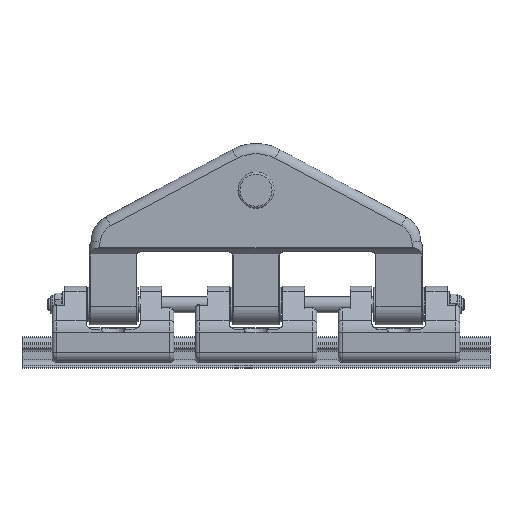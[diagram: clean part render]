
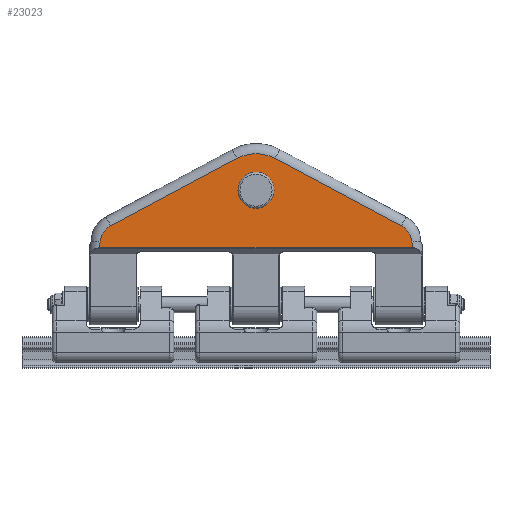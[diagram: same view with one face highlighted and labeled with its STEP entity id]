
A CAD part, left-side view. The second image highlights one B-rep face of the part: STEP entity #23023.
In plain terms, the highlighted planar face has unit normal (-1, 0, 0).
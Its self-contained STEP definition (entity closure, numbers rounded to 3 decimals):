
#289=FACE_BOUND('',#6372,.T.);
#716=LINE('',#43976,#2050);
#717=LINE('',#43985,#2051);
#718=LINE('',#43994,#2052);
#739=LINE('',#45479,#2073);
#740=LINE('',#45482,#2074);
#2050=VECTOR('',#27867,10.);
#2051=VECTOR('',#27880,10.);
#2052=VECTOR('',#27893,10.);
#2073=VECTOR('',#28046,10.);
#2074=VECTOR('',#28049,10.);
#4938=FACE_OUTER_BOUND('',#6371,.T.);
#6371=EDGE_LOOP('',(#16168,#16169,#16170,#16171,#16172,#16173,#16174,#16175));
#6372=EDGE_LOOP('',(#16176));
#7774=CIRCLE('',#24561,8.7);
#7776=CIRCLE('',#24566,10.);
#7780=CIRCLE('',#24572,20.);
#7809=CIRCLE('',#24643,10.);
#9342=VERTEX_POINT('',#43969);
#9343=VERTEX_POINT('',#43973);
#9344=VERTEX_POINT('',#43975);
#9345=VERTEX_POINT('',#43979);
#9346=VERTEX_POINT('',#43983);
#9347=VERTEX_POINT('',#43987);
#9348=VERTEX_POINT('',#43993);
#9398=VERTEX_POINT('',#45477);
#9399=VERTEX_POINT('',#45481);
#11858=EDGE_CURVE('',#9342,#9342,#7774,.T.);
#11860=EDGE_CURVE('',#9344,#9343,#716,.T.);
#11862=EDGE_CURVE('',#9345,#9344,#7776,.T.);
#11865=EDGE_CURVE('',#9346,#9345,#717,.T.);
#11867=EDGE_CURVE('',#9347,#9346,#7780,.T.);
#11869=EDGE_CURVE('',#9348,#9347,#718,.T.);
#11962=EDGE_CURVE('',#9398,#9343,#739,.T.);
#11963=EDGE_CURVE('',#9398,#9399,#740,.T.);
#11964=EDGE_CURVE('',#9399,#9348,#7809,.T.);
#16168=ORIENTED_EDGE('',*,*,#11962,.F.);
#16169=ORIENTED_EDGE('',*,*,#11963,.T.);
#16170=ORIENTED_EDGE('',*,*,#11964,.T.);
#16171=ORIENTED_EDGE('',*,*,#11869,.T.);
#16172=ORIENTED_EDGE('',*,*,#11867,.T.);
#16173=ORIENTED_EDGE('',*,*,#11865,.T.);
#16174=ORIENTED_EDGE('',*,*,#11862,.T.);
#16175=ORIENTED_EDGE('',*,*,#11860,.T.);
#16176=ORIENTED_EDGE('',*,*,#11858,.F.);
#22429=PLANE('',#24642);
#23023=ADVANCED_FACE('',(#4938,#289),#22429,.T.);
#24561=AXIS2_PLACEMENT_3D('',#43971,#27861,#27862);
#24566=AXIS2_PLACEMENT_3D('',#43980,#27872,#27873);
#24572=AXIS2_PLACEMENT_3D('',#43989,#27885,#27886);
#24642=AXIS2_PLACEMENT_3D('',#45480,#28047,#28048);
#24643=AXIS2_PLACEMENT_3D('',#45483,#28050,#28051);
#27861=DIRECTION('center_axis',(-1.,0.,0.));
#27862=DIRECTION('ref_axis',(0.,0.,
-1.));
#27867=DIRECTION('',(0.,0.09,-0.996));
#27872=DIRECTION('center_axis',(-1.,0.,0.));
#27873=DIRECTION('ref_axis',(0.,-0.996,-0.09));
#27880=DIRECTION('',(0.,0.882,-0.472));
#27885=DIRECTION('center_axis',(-1.,0.,0.));
#27886=DIRECTION('ref_axis',(0.,-0.472,-0.882));
#27893=DIRECTION('',(0.,0.882,0.472));
#28046=DIRECTION('',(0.,1.,0.));
#28047=DIRECTION('center_axis',(-1.,0.,0.));
#28048=DIRECTION('ref_axis',(0.,0.,
-1.));
#28049=DIRECTION('',(0.,0.09,0.996));
#28050=DIRECTION('center_axis',(-1.,0.,0.));
#28051=DIRECTION('ref_axis',(0.,0.472,-0.882));
#43969=CARTESIAN_POINT('',(-12.,0.,79.3));
#43971=CARTESIAN_POINT('Origin',(-12.,0.,88.));
#43973=CARTESIAN_POINT('',(-12.,77.213,59.582));
#43975=CARTESIAN_POINT('',(-12.,76.96,62.395));
#43976=CARTESIAN_POINT('',(-12.,74.482,89.936));
#43979=CARTESIAN_POINT('',(-12.,71.717,70.317));
#43980=CARTESIAN_POINT('Origin',(-12.,67.,61.5));
#43983=CARTESIAN_POINT('',(-12.,9.434,103.635));
#43985=CARTESIAN_POINT('',(-12.,4.235,106.416));
#43987=CARTESIAN_POINT('',(-12.,-9.434,103.635));
#43989=CARTESIAN_POINT('Origin',(-12.,0.,
86.));
#43993=CARTESIAN_POINT('',(-12.,-71.717,70.317));
#43994=CARTESIAN_POINT('',(-12.,-35.376,89.757));
#45477=CARTESIAN_POINT('',(-12.,-77.213,59.582));
#45479=CARTESIAN_POINT('',(-12.,0.,59.582));
#45480=CARTESIAN_POINT('Origin',(-12.,0.,
111.));
#45481=CARTESIAN_POINT('',(-12.,-76.96,62.395));
#45482=CARTESIAN_POINT('',(-12.,-75.062,83.488));
#45483=CARTESIAN_POINT('Origin',(-12.,-67.,61.5));
